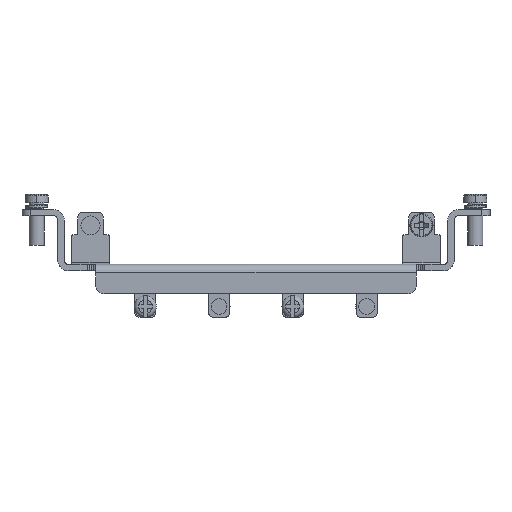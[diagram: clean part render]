
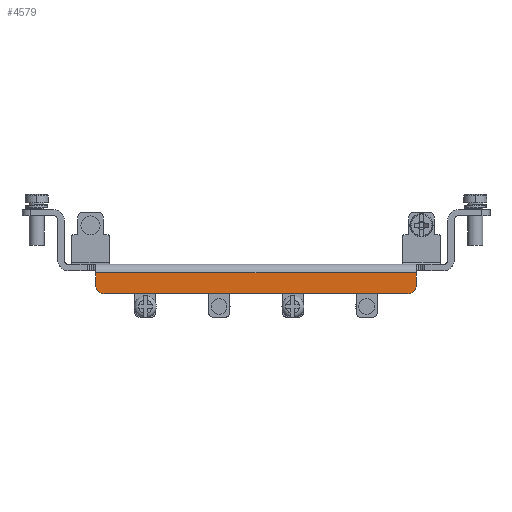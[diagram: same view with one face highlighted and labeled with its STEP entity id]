
A CAD part, front view. The second image highlights one B-rep face of the part: STEP entity #4579.
In plain terms, the highlighted planar face has unit normal (0, -1, 0).
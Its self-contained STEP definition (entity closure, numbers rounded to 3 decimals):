
#3276=PLANE('',#18130);
#3846=FACE_OUTER_BOUND('',#6424,.T.);
#4579=ADVANCED_FACE('F187187',(#3846),#3276,.T.);
#5534=CIRCLE('',#17982,2.);
#5537=CIRCLE('',#17986,2.);
#6424=EDGE_LOOP('',(#9031,#9032,#9033,#9034,#9035,#9036));
#9031=ORIENTED_EDGE('',*,*,#13888,.T.);
#9032=ORIENTED_EDGE('',*,*,#13688,.T.);
#9033=ORIENTED_EDGE('',*,*,#13903,.T.);
#9034=ORIENTED_EDGE('',*,*,#13682,.T.);
#9035=ORIENTED_EDGE('',*,*,#13884,.T.);
#9036=ORIENTED_EDGE('',*,*,#13719,.T.);
#11996=VERTEX_POINT('',#26707);
#11997=VERTEX_POINT('',#26708);
#12002=VERTEX_POINT('',#26719);
#12003=VERTEX_POINT('',#26721);
#12030=VERTEX_POINT('',#26845);
#12031=VERTEX_POINT('',#26847);
#13682=EDGE_CURVE('',#11996,#11997,#5534,.T.);
#13688=EDGE_CURVE('',#12003,#12002,#5537,.T.);
#13719=EDGE_CURVE('',#12031,#12030,#15515,.T.);
#13884=EDGE_CURVE('',#11997,#12031,#15607,.T.);
#13888=EDGE_CURVE('',#12030,#12003,#15611,.T.);
#13903=EDGE_CURVE('',#12002,#11996,#15626,.T.);
#15515=LINE('',#26846,#16729);
#15607=LINE('',#27206,#16821);
#15611=LINE('',#27211,#16825);
#15626=LINE('',#27230,#16840);
#16729=VECTOR('',#20430,1.);
#16821=VECTOR('',#20760,1.);
#16825=VECTOR('',#20766,1.);
#16840=VECTOR('',#20789,1.);
#17982=AXIS2_PLACEMENT_3D('',#26706,#20366,#20367);
#17986=AXIS2_PLACEMENT_3D('',#26720,#20377,#20378);
#18130=AXIS2_PLACEMENT_3D('',#27232,#20792,#20793);
#20366=DIRECTION('',(0.,-1.,0.));
#20367=DIRECTION('',(0.,0.,-1.));
#20377=DIRECTION('',(0.,-1.,0.));
#20378=DIRECTION('',(0.,0.,-1.));
#20430=DIRECTION('',(-1.,0.,0.));
#20760=DIRECTION('',(0.,0.,1.));
#20766=DIRECTION('',(0.,0.,-1.));
#20789=DIRECTION('',(1.,0.,0.));
#20792=DIRECTION('',(0.,-1.,0.));
#20793=DIRECTION('',(-1.,0.,0.));
#26706=CARTESIAN_POINT('',(74.473,60.354,40.925));
#26707=CARTESIAN_POINT('',(74.473,60.354,38.925));
#26708=CARTESIAN_POINT('',(76.473,60.354,40.925));
#26719=CARTESIAN_POINT('',(2.473,60.354,38.925));
#26720=CARTESIAN_POINT('',(2.473,60.354,40.925));
#26721=CARTESIAN_POINT('',(0.473,60.354,40.925));
#26845=CARTESIAN_POINT('',(0.473,60.354,43.925));
#26846=CARTESIAN_POINT('',(80.273,60.354,43.925));
#26847=CARTESIAN_POINT('',(76.473,60.354,43.925));
#27206=CARTESIAN_POINT('',(76.473,60.354,46.35));
#27211=CARTESIAN_POINT('',(0.473,60.354,46.35));
#27230=CARTESIAN_POINT('',(80.273,60.354,38.925));
#27232=CARTESIAN_POINT('',(80.273,60.354,46.35));
